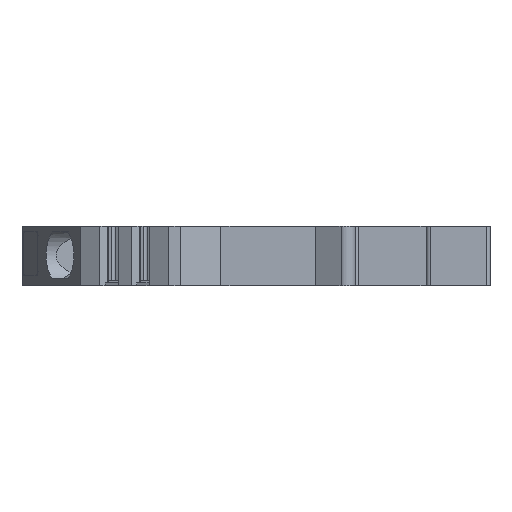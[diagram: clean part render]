
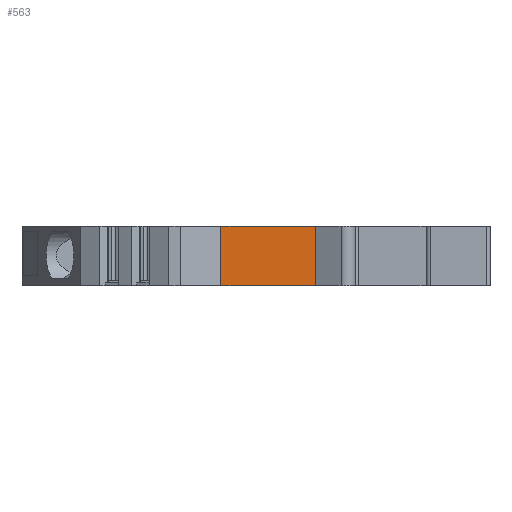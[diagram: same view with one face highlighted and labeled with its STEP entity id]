
A CAD part, left-side view. The second image highlights one B-rep face of the part: STEP entity #563.
In plain terms, the highlighted planar face has unit normal (-1, 0, 0).
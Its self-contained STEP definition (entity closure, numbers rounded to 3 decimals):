
#563=ADVANCED_FACE('',(#1240),#948,.F.);
#948=PLANE('',#8548);
#1240=FACE_OUTER_BOUND('',#1687,.T.);
#1687=EDGE_LOOP('',(#4725,#4726,#4727,#4728));
#2039=LINE('',#11566,#2841);
#2215=LINE('',#12298,#3017);
#2470=LINE('',#12915,#3272);
#2471=LINE('',#12917,#3273);
#2841=VECTOR('',#9094,1.);
#3017=VECTOR('',#9606,1.);
#3272=VECTOR('',#10197,1.);
#3273=VECTOR('',#10200,1.);
#4725=ORIENTED_EDGE('',*,*,#7415,.T.);
#4726=ORIENTED_EDGE('',*,*,#7102,.F.);
#4727=ORIENTED_EDGE('',*,*,#7416,.F.);
#4728=ORIENTED_EDGE('',*,*,#6799,.T.);
#6043=VERTEX_POINT('',#11565);
#6044=VERTEX_POINT('',#11567);
#6295=VERTEX_POINT('',#12297);
#6296=VERTEX_POINT('',#12299);
#6799=EDGE_CURVE('',#6044,#6043,#2039,.T.);
#7102=EDGE_CURVE('',#6295,#6296,#2215,.T.);
#7415=EDGE_CURVE('',#6043,#6296,#2470,.T.);
#7416=EDGE_CURVE('',#6044,#6295,#2471,.T.);
#8548=AXIS2_PLACEMENT_3D('',#12918,#10201,#10202);
#9094=DIRECTION('',(0.,1.,0.));
#9606=DIRECTION('',(0.,1.,0.));
#10197=DIRECTION('',(0.,0.,-1.));
#10200=DIRECTION('',(0.,0.,-1.));
#10201=DIRECTION('',(1.,0.,0.));
#10202=DIRECTION('',(0.,0.,-1.));
#11565=CARTESIAN_POINT('',(-34.,16.236,0.));
#11566=CARTESIAN_POINT('',(-34.,8.2,0.));
#11567=CARTESIAN_POINT('',(-34.,8.2,0.));
#12297=CARTESIAN_POINT('',(-34.,8.2,-5.1));
#12298=CARTESIAN_POINT('',(-34.,8.2,-5.1));
#12299=CARTESIAN_POINT('',(-34.,16.236,-5.1));
#12915=CARTESIAN_POINT('',(-34.,16.236,0.));
#12917=CARTESIAN_POINT('',(-34.,8.2,0.));
#12918=CARTESIAN_POINT('',(-34.,8.2,0.));
